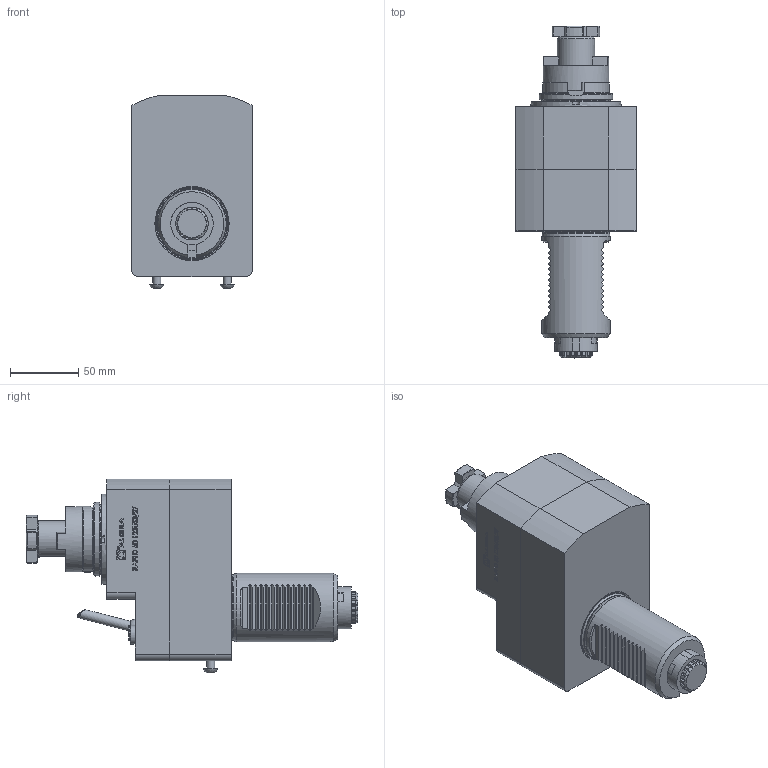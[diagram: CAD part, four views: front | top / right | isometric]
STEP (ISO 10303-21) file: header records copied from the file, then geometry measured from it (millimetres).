
FILE_DESCRIPTION (( 'STEP AP214' ), '1' );
FILE_NAME ('RAPFD50123US327.STEP', '2021-07-07T14:41:45', ( 'ANDREA' ), ( '' ), 'SwSTEP 2.0', 'SolidWorks 2016', '' );
FILE_SCHEMA (( 'AUTOMOTIVE_DESIGN' ));
Length unit declared in the file: millimetre
Products named in the file (1): RAPFD50123US327
Bounding box: 88 x 242.75 x 141.8 mm (x, y, z)
Volume: 1201383.3 mm3; surface area: 87642.6 mm2
Topology: 5 solids, 5 shells, 788 faces, 2113 edges, 1388 vertices
Faces by surface type: plane 507, cylinder 120, bspline 102, cone 39, torus 17, sphere 3
Full cylindrical faces by diameter (mm): 1.7 x1, 2.1 x1, 4 x1, 6 x3, 6.366 x1, 7 x1, 8.2 x1, 9.7 x1, 10.5 x2, 11.57 x1, 12 x1, 13.8 x1, 27.3 x1, 48 x1, 48.7 x1, 50 x1, 50.2 x1, 54 x1, 66 x1
Entity records: 31405 total; most frequent: CARTESIAN_POINT 11847, ORIENTED_EDGE 4096, DIRECTION 3188, EDGE_CURVE 2048, VERTEX_POINT 1372, VECTOR 1258, LINE 1258, AXIS2_PLACEMENT_3D 965
